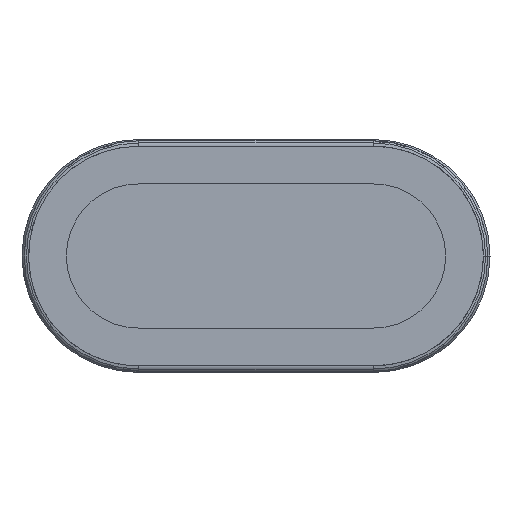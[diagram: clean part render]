
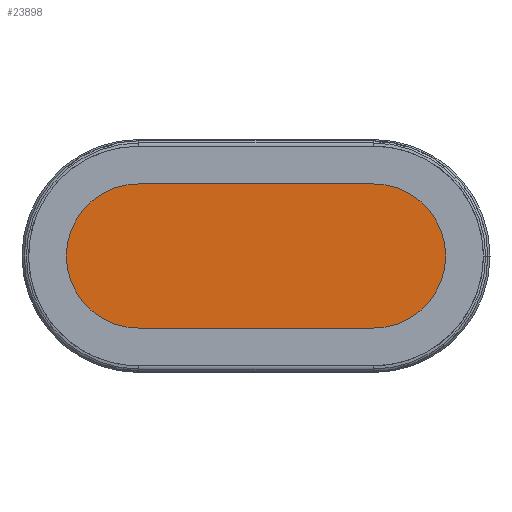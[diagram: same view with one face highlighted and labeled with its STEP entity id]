
A CAD part, front view. The second image highlights one B-rep face of the part: STEP entity #23898.
In plain terms, the highlighted planar face has unit normal (0, -1, 0).
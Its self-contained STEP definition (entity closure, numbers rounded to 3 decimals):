
#2417 = CIRCLE ( 'NONE', #36402, 5.2 ) ;
#4589 = FACE_OUTER_BOUND ( 'NONE', #26512, .T. ) ;
#4736 = LINE ( 'NONE', #32217, #34624 ) ;
#5162 = EDGE_CURVE ( 'NONE', #14353, #15392, #32452, .T. ) ;
#6361 = DIRECTION ( 'NONE',  ( 0., 1., 0. ) ) ;
#6648 = EDGE_CURVE ( 'NONE', #31225, #14353, #33121, .T. ) ;
#6717 = DIRECTION ( 'NONE',  ( 0., 0., -1. ) ) ;
#6760 = DIRECTION ( 'NONE',  ( 0., 1., 0. ) ) ;
#6804 = CARTESIAN_POINT ( 'NONE',  ( -5.25, -20.951, 0. ) ) ;
#8744 = VERTEX_POINT ( 'NONE', #35237 ) ;
#8868 = DIRECTION ( 'NONE',  ( 0., 1., 0. ) ) ;
#12231 = CARTESIAN_POINT ( 'NONE',  ( -5.25, -20.951, 5.2 ) ) ;
#12402 = AXIS2_PLACEMENT_3D ( 'NONE', #6804, #6760, #6717 ) ;
#14353 = VERTEX_POINT ( 'NONE', #12231 ) ;
#14478 = AXIS2_PLACEMENT_3D ( 'NONE', #23668, #6361, #26657 ) ;
#15110 = ORIENTED_EDGE ( 'NONE', *, *, #6648, .F. ) ;
#15170 = ORIENTED_EDGE ( 'NONE', *, *, #30789, .F. ) ;
#15392 = VERTEX_POINT ( 'NONE', #17876 ) ;
#17876 = CARTESIAN_POINT ( 'NONE',  ( 5.25, -20.951, 5.2 ) ) ;
#19265 = ORIENTED_EDGE ( 'NONE', *, *, #5162, .F. ) ;
#23609 = DIRECTION ( 'NONE',  ( -1., 0., 0. ) ) ;
#23668 = CARTESIAN_POINT ( 'NONE',  ( -5.25, -20.951, 0. ) ) ;
#23898 = ADVANCED_FACE ( 'NONE', ( #4589 ), #26526, .F. ) ;
#26077 = ORIENTED_EDGE ( 'NONE', *, *, #34214, .F. ) ;
#26207 = CARTESIAN_POINT ( 'NONE',  ( 5.25, -20.951, 0. ) ) ;
#26512 = EDGE_LOOP ( 'NONE', ( #26077, #15170, #19265, #15110 ) ) ;
#26526 = PLANE ( 'NONE',  #14478 ) ;
#26657 = DIRECTION ( 'NONE',  ( 0., 0., 1. ) ) ;
#29139 = DIRECTION ( 'NONE',  ( 0., 0., -1. ) ) ;
#30789 = EDGE_CURVE ( 'NONE', #15392, #8744, #2417, .T. ) ;
#31225 = VERTEX_POINT ( 'NONE', #31733 ) ;
#31733 = CARTESIAN_POINT ( 'NONE',  ( -5.25, -20.951, -5.2 ) ) ;
#32217 = CARTESIAN_POINT ( 'NONE',  ( -5.25, -20.951, -5.2 ) ) ;
#32452 = LINE ( 'NONE', #32607, #33676 ) ;
#32493 = DIRECTION ( 'NONE',  ( 1., 0., 0. ) ) ;
#32607 = CARTESIAN_POINT ( 'NONE',  ( -5.25, -20.951, 5.2 ) ) ;
#33121 = CIRCLE ( 'NONE', #12402, 5.2 ) ;
#33676 = VECTOR ( 'NONE', #32493, 1000. ) ;
#34214 = EDGE_CURVE ( 'NONE', #8744, #31225, #4736, .T. ) ;
#34624 = VECTOR ( 'NONE', #23609, 1000. ) ;
#35237 = CARTESIAN_POINT ( 'NONE',  ( 5.25, -20.951, -5.2 ) ) ;
#36402 = AXIS2_PLACEMENT_3D ( 'NONE', #26207, #8868, #29139 ) ;
